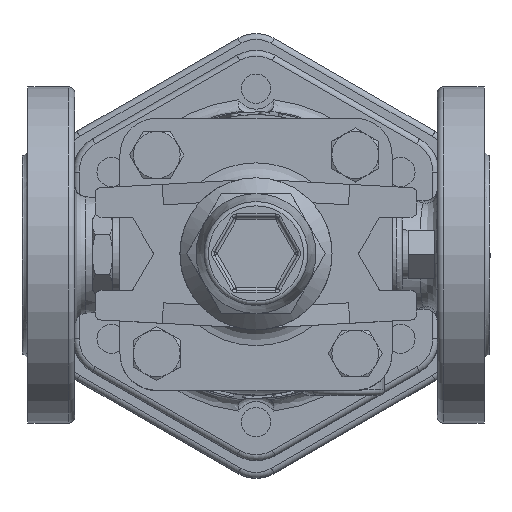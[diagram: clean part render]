
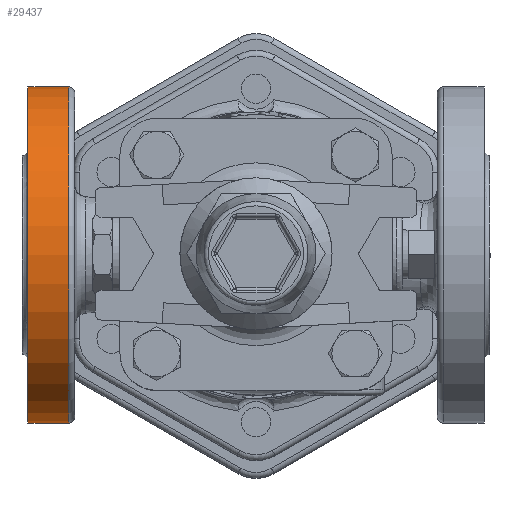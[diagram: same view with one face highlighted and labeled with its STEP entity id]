
A CAD part, top view. The second image highlights one B-rep face of the part: STEP entity #29437.
In plain terms, the highlighted cylindrical face has radius 57.5 mm (diameter 115 mm), a full revolution.
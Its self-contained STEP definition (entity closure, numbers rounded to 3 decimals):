
#29372=CARTESIAN_POINT('',(-78.,0.,151.5));
#29373=VERTEX_POINT('',#29372);
#29374=CARTESIAN_POINT('',(-78.,0.0,94.0));
#29375=DIRECTION('',(1.0,0.0,0.0));
#29376=DIRECTION('',(0.0,0.0,-1.0));
#29377=AXIS2_PLACEMENT_3D('',#29374,#29375,#29376);
#29378=CIRCLE('',#29377,57.5);
#29379=EDGE_CURVE('',#29373,#29373,#29378,.T.);
#29418=CARTESIAN_POINT('',(-80.,0.0,94.0));
#29419=DIRECTION('',(1.0,0.0,0.));
#29420=DIRECTION('',(0.0,0.0,-1.0));
#29421=AXIS2_PLACEMENT_3D('',#29418,#29419,#29420);
#29422=CYLINDRICAL_SURFACE('',#29421,57.5);
#29423=CARTESIAN_POINT('',(-64.,0.,151.5));
#29424=VERTEX_POINT('',#29423);
#29425=CARTESIAN_POINT('',(-64.,0.0,94.));
#29426=DIRECTION('',(1.0,0.0,0.0));
#29427=DIRECTION('',(0.0,0.0,-1.0));
#29428=AXIS2_PLACEMENT_3D('',#29425,#29426,#29427);
#29429=CIRCLE('',#29428,57.5);
#29430=EDGE_CURVE('',#29424,#29424,#29429,.T.);
#29431=ORIENTED_EDGE('',*,*,#29430,.F.);
#29432=EDGE_LOOP('',(#29431));
#29433=FACE_OUTER_BOUND('',#29432,.T.);
#29434=ORIENTED_EDGE('',*,*,#29379,.T.);
#29435=EDGE_LOOP('',(#29434));
#29436=FACE_BOUND('',#29435,.T.);
#29437=ADVANCED_FACE('',(#29433,#29436),#29422,.T.);
